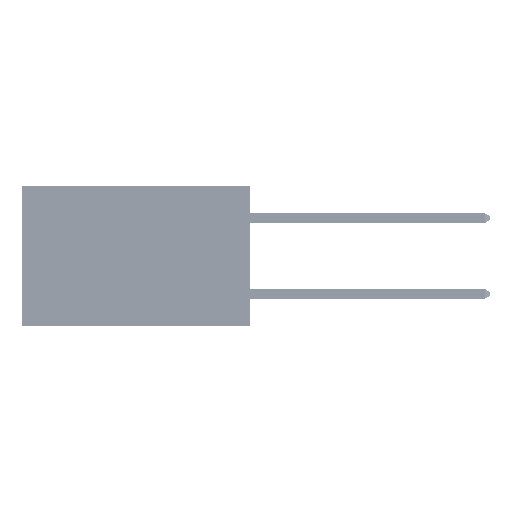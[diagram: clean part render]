
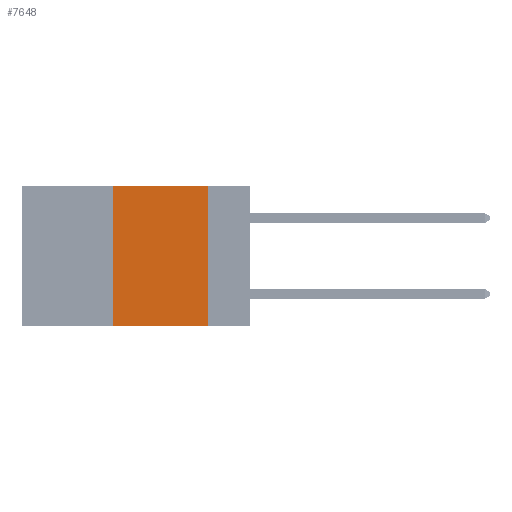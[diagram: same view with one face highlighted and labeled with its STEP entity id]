
A CAD part, left-side view. The second image highlights one B-rep face of the part: STEP entity #7648.
In plain terms, the highlighted planar face has unit normal (-1, 0, 0).
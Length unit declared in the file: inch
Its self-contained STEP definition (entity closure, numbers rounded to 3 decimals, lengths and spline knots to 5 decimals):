
#734 = DIRECTION ( 'NONE',  ( 0., 0., -1. ) ) ;
#1901 = DIRECTION ( 'NONE',  ( 1., 0., 0. ) ) ;
#3604 = VERTEX_POINT ( 'NONE', #9984 ) ;
#3907 = LINE ( 'NONE', #15530, #12631 ) ;
#3981 = CARTESIAN_POINT ( 'NONE',  ( 0., 0.6, 0. ) ) ;
#5669 = VERTEX_POINT ( 'NONE', #26271 ) ;
#5714 = VERTEX_POINT ( 'NONE', #30954 ) ;
#6205 = LINE ( 'NONE', #11899, #44547 ) ;
#7204 = VECTOR ( 'NONE', #15058, 39.37008 ) ;
#7648 = ADVANCED_FACE ( 'NONE', ( #19706 ), #9435, .F. ) ;
#7775 = AXIS2_PLACEMENT_3D ( 'NONE', #35693, #1901, #9273 ) ;
#8403 = CARTESIAN_POINT ( 'NONE',  ( 0., 0.11, 0. ) ) ;
#9273 = DIRECTION ( 'NONE',  ( 0., 0., -1. ) ) ;
#9435 = PLANE ( 'NONE',  #7775 ) ;
#9684 = EDGE_LOOP ( 'NONE', ( #34404, #19600, #41489, #37674 ) ) ;
#9984 = CARTESIAN_POINT ( 'NONE',  ( 0., 0.36, 0. ) ) ;
#10984 = VECTOR ( 'NONE', #30691, 39.37008 ) ;
#11899 = CARTESIAN_POINT ( 'NONE',  ( 0., 0.6, -0.37 ) ) ;
#12631 = VECTOR ( 'NONE', #734, 39.37008 ) ;
#14778 = VERTEX_POINT ( 'NONE', #8403 ) ;
#15058 = DIRECTION ( 'NONE',  ( 0., -1., 0. ) ) ;
#15286 = EDGE_CURVE ( 'NONE', #5669, #5714, #6205, .T. ) ;
#15530 = CARTESIAN_POINT ( 'NONE',  ( 0., 0.11, 0. ) ) ;
#17060 = LINE ( 'NONE', #3981, #7204 ) ;
#19121 = LINE ( 'NONE', #19963, #10984 ) ;
#19600 = ORIENTED_EDGE ( 'NONE', *, *, #32247, .F. ) ;
#19706 = FACE_OUTER_BOUND ( 'NONE', #9684, .T. ) ;
#19963 = CARTESIAN_POINT ( 'NONE',  ( 0., 0.36, 0. ) ) ;
#23201 = EDGE_CURVE ( 'NONE', #5669, #3604, #19121, .T. ) ;
#23842 = EDGE_CURVE ( 'NONE', #14778, #5714, #3907, .T. ) ;
#26271 = CARTESIAN_POINT ( 'NONE',  ( 0., 0.36, -0.37 ) ) ;
#30691 = DIRECTION ( 'NONE',  ( 0., 0., 1. ) ) ;
#30954 = CARTESIAN_POINT ( 'NONE',  ( 0., 0.11, -0.37 ) ) ;
#32247 = EDGE_CURVE ( 'NONE', #3604, #14778, #17060, .T. ) ;
#33670 = DIRECTION ( 'NONE',  ( 0., -1., 0. ) ) ;
#34404 = ORIENTED_EDGE ( 'NONE', *, *, #23842, .F. ) ;
#35693 = CARTESIAN_POINT ( 'NONE',  ( 0., 0.6, 0. ) ) ;
#37674 = ORIENTED_EDGE ( 'NONE', *, *, #15286, .T. ) ;
#41489 = ORIENTED_EDGE ( 'NONE', *, *, #23201, .F. ) ;
#44547 = VECTOR ( 'NONE', #33670, 39.37008 ) ;
